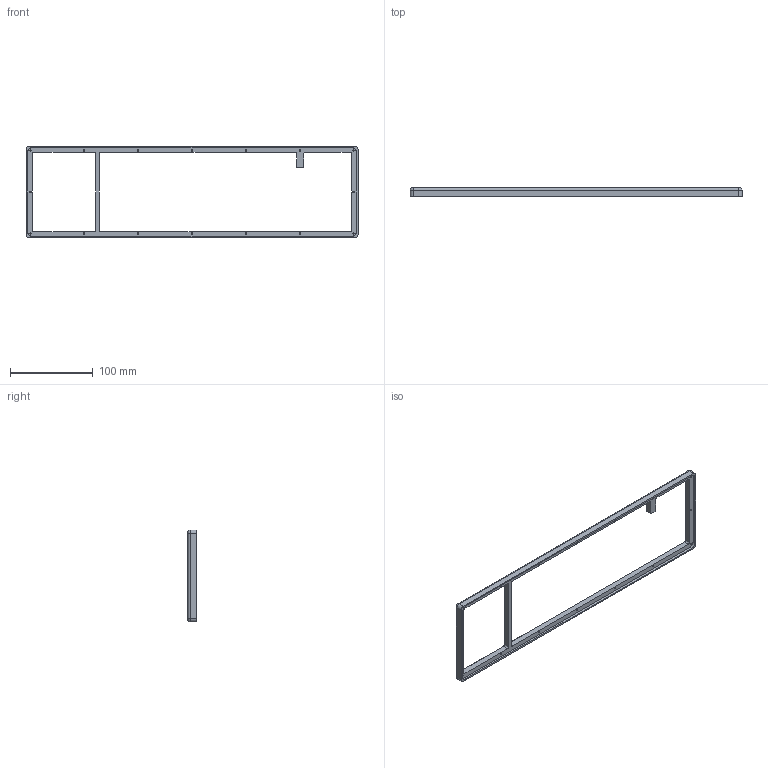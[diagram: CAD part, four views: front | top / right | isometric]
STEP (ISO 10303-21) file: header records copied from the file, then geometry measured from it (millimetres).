
FILE_DESCRIPTION (( 'STEP AP203' ), '1' );
FILE_NAME ('TOP PIECE long.STEP', '2020-02-13T07:26:54', ( '' ), ( '' ), 'SwSTEP 2.0', 'SolidWorks 2017', '' );
FILE_SCHEMA (( 'CONFIG_CONTROL_DESIGN' ));
Length unit declared in the file: millimetre
Products named in the file (1): TOP PIECE long
Bounding box: 401 x 10.5 x 111 mm (x, y, z)
Volume: 62832.3 mm3; surface area: 37225 mm2
Topology: 1 solids, 1 shells, 139 faces, 344 edges, 192 vertices
Faces by surface type: cylinder 56, cone 44, plane 35, torus 4
Entity records: 3935 total; most frequent: DIRECTION 720, CARTESIAN_POINT 644, ORIENTED_EDGE 624, EDGE_CURVE 312, AXIS2_PLACEMENT_3D 268, VERTEX_POINT 192, VECTOR 184, LINE 184
